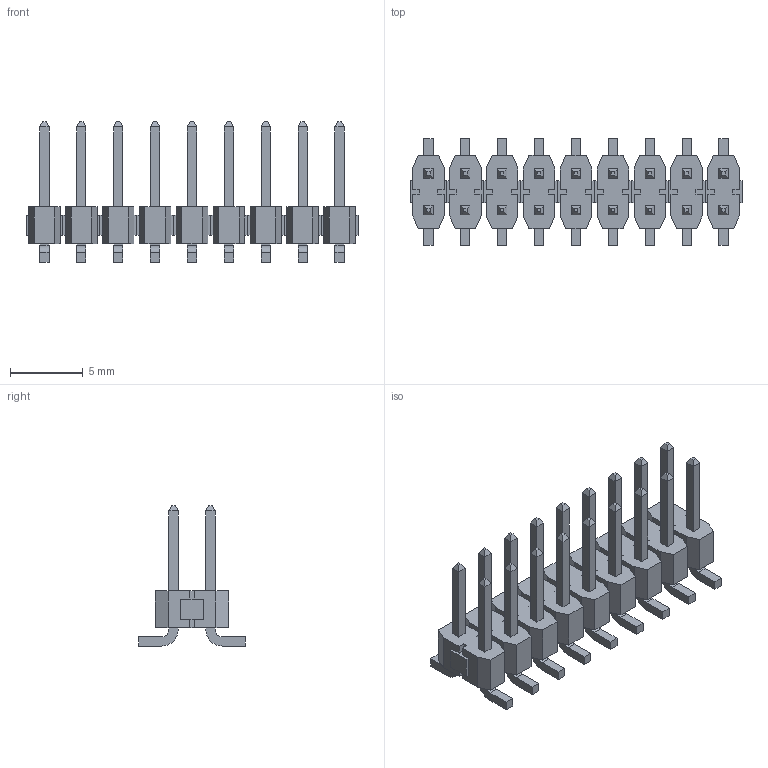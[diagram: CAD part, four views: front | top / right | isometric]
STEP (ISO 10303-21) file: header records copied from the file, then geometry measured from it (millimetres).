
FILE_DESCRIPTION (( 'STEP AP214' ), '1' );
FILE_NAME ('TSM-109-01-G-DV.STEP', '2021-03-11T11:19:50', ( '' ), ( '' ), 'SwSTEP 2.0', 'SolidWorks 2018', '' );
FILE_SCHEMA (( 'AUTOMOTIVE_DESIGN' ));
Length unit declared in the file: millimetre
Products named in the file (1): TSM-109-01-G-DV
Bounding box: 22.86 x 7.37 x 9.65 mm (x, y, z)
Volume: 303 mm3; surface area: 921.8 mm2
Topology: 9 solids, 9 shells, 630 faces, 1656 edges, 1080 vertices
Faces by surface type: plane 594, cylinder 36
Entity records: 26012 total; most frequent: CARTESIAN_POINT 3367, ORIENTED_EDGE 3312, DIRECTION 2990, EDGE_CURVE 1656, LINE 1584, VECTOR 1584, VERTEX_POINT 1080, AXIS2_PLACEMENT_3D 703
